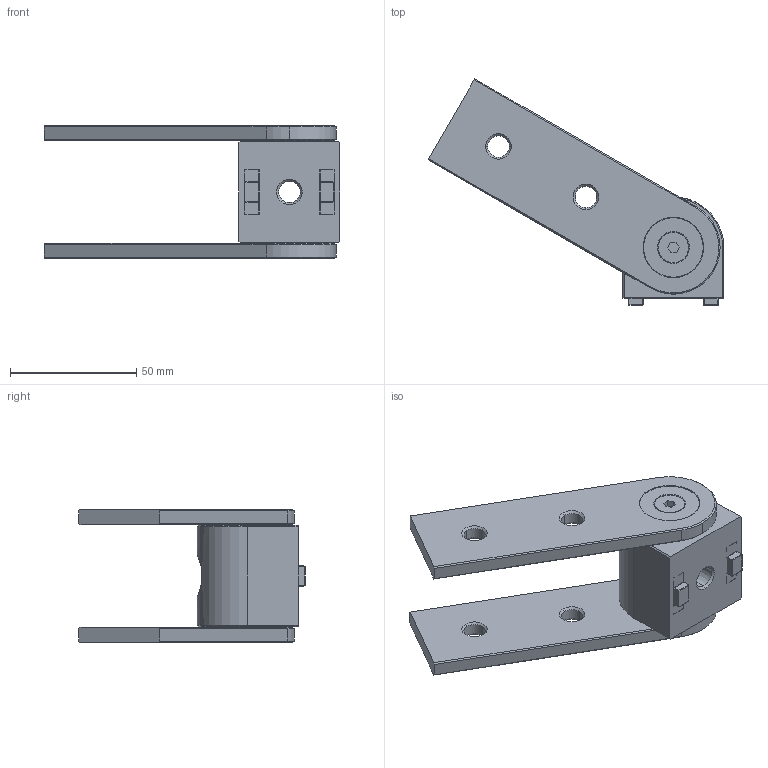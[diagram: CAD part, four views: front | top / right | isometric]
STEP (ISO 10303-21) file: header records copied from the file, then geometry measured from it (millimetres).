
FILE_DESCRIPTION (( 'STEP AP203' ), '1' );
FILE_NAME ('284532206_c_1.STEP', '2022-12-27T03:56:29', ( '' ), ( '' ), 'SwSTEP 2.0', 'SolidWorks 2014', '' );
FILE_SCHEMA (( 'CONFIG_CONTROL_DESIGN' ));
Length unit declared in the file: millimetre
Products named in the file (1): 284532206_c_1
Bounding box: 117.15 x 89.57 x 52.6 mm (x, y, z)
Volume: 103165.1 mm3; surface area: 36321.5 mm2
Topology: 11 solids, 11 shells, 420 faces, 931 edges, 548 vertices
Faces by surface type: cylinder 164, plane 110, bspline 78, cone 60, torus 8
Entity records: 13610 total; most frequent: CARTESIAN_POINT 4486, DIRECTION 1929, ORIENTED_EDGE 1862, EDGE_CURVE 931, AXIS2_PLACEMENT_3D 753, VERTEX_POINT 548, EDGE_LOOP 457, VECTOR 423
